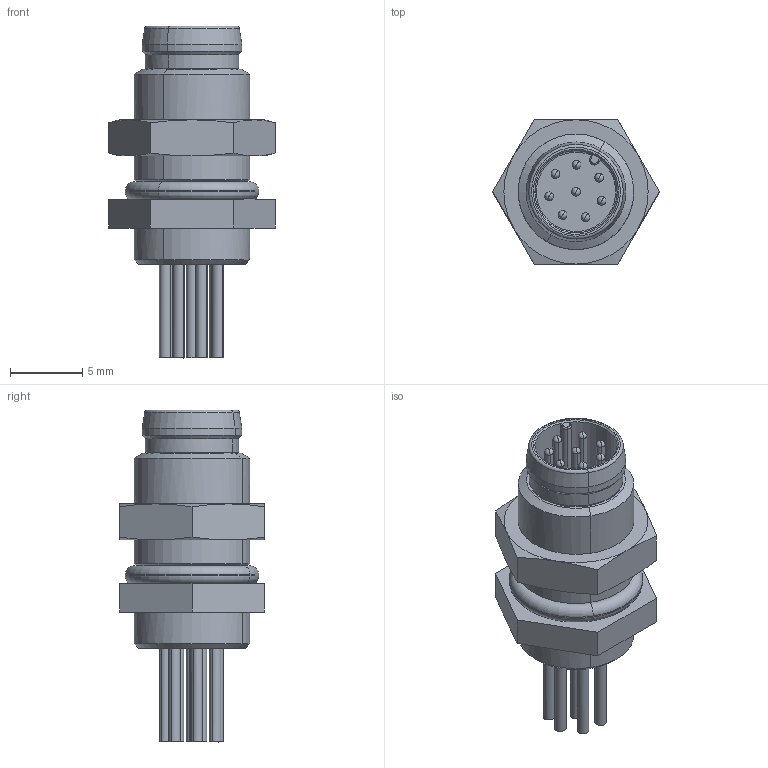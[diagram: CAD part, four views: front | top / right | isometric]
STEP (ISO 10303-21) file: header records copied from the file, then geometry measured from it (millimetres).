
FILE_DESCRIPTION(('CATIA V5 STEP Exchange','CAx-IF Rec.Pracs.--- Model Styling and Organization---1.4--- 2014-01-23'),'2;1');
FILE_NAME ('013882-3_0', '2020-11-16T08:40:39+00:00', ('none'), ('Weidmueller'), 'CATIA Version 5-6 Release 2016 SP3 HF44', 'CATIA V5 STEP AP214', 'none');
FILE_SCHEMA(('AUTOMOTIVE_DESIGN { 1 0 10303 214 1 1 1 1 }'));
Length unit declared in the file: millimetre
Products named in the file (1): 1467620000
Bounding box: 11.55 x 10 x 23 mm (x, y, z)
Volume: 866.2 mm3; surface area: 1364 mm2
Topology: 12 solids, 12 shells, 186 faces, 434 edges, 255 vertices
Faces by surface type: cylinder 78, plane 46, cone 30, torus 16, sphere 16
Entity records: 5084 total; most frequent: CARTESIAN_POINT 1454, ORIENTED_EDGE 804, DIRECTION 568, EDGE_CURVE 380, AXIS2_PLACEMENT_3D 303, VERTEX_POINT 233, EDGE_LOOP 221, ADVANCED_FACE 186
